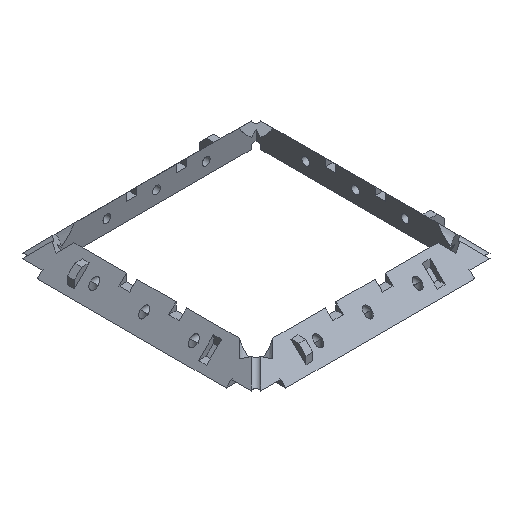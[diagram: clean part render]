
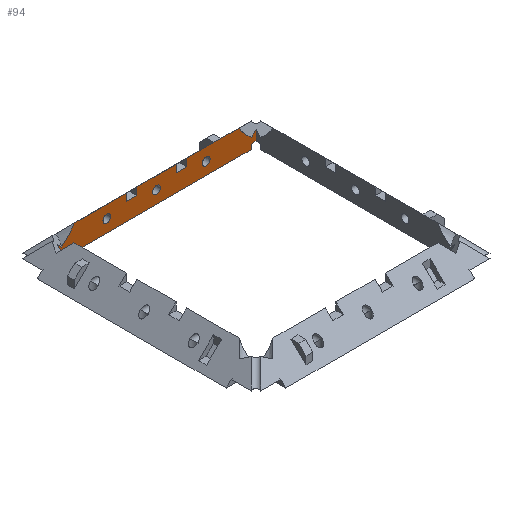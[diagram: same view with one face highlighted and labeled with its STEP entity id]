
A CAD part, isometric view. The second image highlights one B-rep face of the part: STEP entity #94.
In plain terms, the highlighted planar face has unit normal (0, -1, 0).
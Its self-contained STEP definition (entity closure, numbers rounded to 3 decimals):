
#94=ADVANCED_FACE('',(#402,#404,#406,#408),#410,.T.);
#402=FACE_BOUND('',#403,.T.);
#403=EDGE_LOOP('',(#1442,#1443,#1444,#1445,#1446,#1447,#1448,#1449,#1450,#1451,#1452,
#1453,#1454,#1455,#1456,#1457,#1458,#1459,#1460,#1461));
#404=FACE_BOUND('',#405,.T.);
#405=EDGE_LOOP('',(#1462));
#406=FACE_BOUND('',#407,.T.);
#407=EDGE_LOOP('',(#1463));
#408=FACE_BOUND('',#409,.T.);
#409=EDGE_LOOP('',(#1464));
#410=PLANE('',#411);
#411=AXIS2_PLACEMENT_3D('',#412,#413,#414);
#412=CARTESIAN_POINT('',(-40.,40.,0.));
#413=DIRECTION('',(0.,-1.,0.));
#414=DIRECTION('',(1.,0.,0.));
#1442=ORIENTED_EDGE('',*,*,#2137,.T.);
#1443=ORIENTED_EDGE('',*,*,#2141,.T.);
#1444=ORIENTED_EDGE('',*,*,#2029,.F.);
#1445=ORIENTED_EDGE('',*,*,#2142,.T.);
#1446=ORIENTED_EDGE('',*,*,#2143,.T.);
#1447=ORIENTED_EDGE('',*,*,#2144,.T.);
#1448=ORIENTED_EDGE('',*,*,#2025,.F.);
#1449=ORIENTED_EDGE('',*,*,#2145,.T.);
#1450=ORIENTED_EDGE('',*,*,#2146,.T.);
#1451=ORIENTED_EDGE('',*,*,#2147,.F.);
#1452=ORIENTED_EDGE('',*,*,#2148,.T.);
#1453=ORIENTED_EDGE('',*,*,#2149,.T.);
#1454=ORIENTED_EDGE('',*,*,#2150,.T.);
#1455=ORIENTED_EDGE('',*,*,#2151,.T.);
#1456=ORIENTED_EDGE('',*,*,#2152,.T.);
#1457=ORIENTED_EDGE('',*,*,#2153,.T.);
#1458=ORIENTED_EDGE('',*,*,#2154,.T.);
#1459=ORIENTED_EDGE('',*,*,#2155,.T.);
#1460=ORIENTED_EDGE('',*,*,#2013,.F.);
#1461=ORIENTED_EDGE('',*,*,#2140,.T.);
#1462=ORIENTED_EDGE('',*,*,#2156,.T.);
#1463=ORIENTED_EDGE('',*,*,#2157,.T.);
#1464=ORIENTED_EDGE('',*,*,#2158,.T.);
#2013=EDGE_CURVE('',#2377,#2379,#2380,.T.);
#2025=EDGE_CURVE('',#2401,#2403,#2404,.T.);
#2029=EDGE_CURVE('',#2409,#2411,#2412,.T.);
#2137=EDGE_CURVE('',#2614,#2615,#2616,.F.);
#2140=EDGE_CURVE('',#2377,#2614,#2619,.T.);
#2141=EDGE_CURVE('',#2615,#2411,#2620,.F.);
#2142=EDGE_CURVE('',#2409,#2621,#2622,.T.);
#2143=EDGE_CURVE('',#2621,#2623,#2624,.T.);
#2144=EDGE_CURVE('',#2623,#2403,#2625,.F.);
#2145=EDGE_CURVE('',#2401,#2626,#2627,.F.);
#2146=EDGE_CURVE('',#2626,#2628,#2629,.T.);
#2147=EDGE_CURVE('',#2630,#2628,#2631,.T.);
#2148=EDGE_CURVE('',#2630,#2632,#2633,.T.);
#2149=EDGE_CURVE('',#2632,#2634,#2635,.F.);
#2150=EDGE_CURVE('',#2634,#2636,#2637,.T.);
#2151=EDGE_CURVE('',#2636,#2638,#2639,.T.);
#2152=EDGE_CURVE('',#2638,#2640,#2641,.T.);
#2153=EDGE_CURVE('',#2640,#2642,#2643,.T.);
#2154=EDGE_CURVE('',#2642,#2644,#2645,.T.);
#2155=EDGE_CURVE('',#2644,#2379,#2646,.F.);
#2156=EDGE_CURVE('',#2647,#2647,#2648,.F.);
#2157=EDGE_CURVE('',#2649,#2649,#2650,.F.);
#2158=EDGE_CURVE('',#2651,#2651,#2652,.F.);
#2377=VERTEX_POINT('',#2997);
#2379=VERTEX_POINT('',#3001);
#2380=LINE('',#3002,#3003);
#2401=VERTEX_POINT('',#3045);
#2403=VERTEX_POINT('',#3049);
#2404=LINE('',#3050,#3051);
#2409=VERTEX_POINT('',#3061);
#2411=VERTEX_POINT('',#3065);
#2412=LINE('',#3066,#3067);
#2614=VERTEX_POINT('',#3502);
#2615=VERTEX_POINT('',#3503);
#2616=LINE('',#3504,#3505);
#2619=LINE('',#3513,#3514);
#2620=LINE('',#3516,#3517);
#2621=VERTEX_POINT('',#3519);
#2622=LINE('',#3520,#3521);
#2623=VERTEX_POINT('',#3523);
#2624=LINE('',#3524,#3525);
#2625=LINE('',#3527,#3528);
#2626=VERTEX_POINT('',#3530);
#2627=(BOUNDED_CURVE()B_SPLINE_CURVE(3,
(#3531,#3532,#3533,#3534),
.UNSPECIFIED.,.F.,.F.)B_SPLINE_CURVE_WITH_KNOTS((4,4),
(0.,1.),
.UNSPECIFIED.)CURVE()GEOMETRIC_REPRESENTATION_ITEM()RATIONAL_B_SPLINE_CURVE((1.,
0.944,0.944,1.))REPRESENTATION_ITEM(''));
#2628=VERTEX_POINT('',#3535);
#2629=LINE('',#3536,#3537);
#2630=VERTEX_POINT('',#3539);
#2631=LINE('',#3540,#3541);
#2632=VERTEX_POINT('',#3543);
#2633=LINE('',#3544,#3545);
#2634=VERTEX_POINT('',#3547);
#2635=LINE('',#3548,#3549);
#2636=VERTEX_POINT('',#3551);
#2637=LINE('',#3552,#3553);
#2638=VERTEX_POINT('',#3555);
#2639=LINE('',#3556,#3557);
#2640=VERTEX_POINT('',#3559);
#2641=LINE('',#3560,#3561);
#2642=VERTEX_POINT('',#3563);
#2643=LINE('',#3564,#3565);
#2644=VERTEX_POINT('',#3567);
#2645=LINE('',#3568,#3569);
#2646=(BOUNDED_CURVE()B_SPLINE_CURVE(3,
(#3571,#3572,#3573,#3574),
.UNSPECIFIED.,.F.,.F.)B_SPLINE_CURVE_WITH_KNOTS((4,4),
(0.,1.),
.UNSPECIFIED.)CURVE()GEOMETRIC_REPRESENTATION_ITEM()RATIONAL_B_SPLINE_CURVE((1.,
0.944,0.944,1.))REPRESENTATION_ITEM(''));
#2647=VERTEX_POINT('',#3575);
#2648=CIRCLE('',#3576,1.55);
#2649=VERTEX_POINT('',#3580);
#2650=CIRCLE('',#3581,1.55);
#2651=VERTEX_POINT('',#3585);
#2652=CIRCLE('',#3586,1.55);
#2997=CARTESIAN_POINT('',(12.1,40.,10.));
#3001=CARTESIAN_POINT('',(33.203,40.,10.));
#3002=CARTESIAN_POINT('',(12.1,40.,10.));
#3003=VECTOR('',#3004,1.);
#3004=DIRECTION('',(1.,0.,0.));
#3045=CARTESIAN_POINT('',(-33.203,40.,10.));
#3049=CARTESIAN_POINT('',(-12.1,40.,10.));
#3050=CARTESIAN_POINT('',(-33.203,40.,10.));
#3051=VECTOR('',#3052,1.);
#3052=DIRECTION('',(1.,0.,0.));
#3061=CARTESIAN_POINT('',(-7.9,40.,10.));
#3065=CARTESIAN_POINT('',(7.9,40.,10.));
#3066=CARTESIAN_POINT('',(-7.9,40.,10.));
#3067=VECTOR('',#3068,1.);
#3068=DIRECTION('',(1.,0.,0.));
#3502=CARTESIAN_POINT('',(12.1,40.,7.));
#3503=CARTESIAN_POINT('',(7.9,40.,7.));
#3504=CARTESIAN_POINT('',(7.9,40.,7.));
#3505=VECTOR('',#3506,1.);
#3506=DIRECTION('',(1.,0.,0.));
#3513=CARTESIAN_POINT('',(12.1,40.,10.));
#3514=VECTOR('',#3515,1.);
#3515=DIRECTION('',(0.,0.,-1.));
#3516=CARTESIAN_POINT('',(7.9,40.,10.));
#3517=VECTOR('',#3518,1.);
#3518=DIRECTION('',(0.,0.,-1.));
#3519=CARTESIAN_POINT('',(-7.9,40.,7.));
#3520=CARTESIAN_POINT('',(-7.9,40.,10.));
#3521=VECTOR('',#3522,1.);
#3522=DIRECTION('',(0.,0.,-1.));
#3523=CARTESIAN_POINT('',(-12.1,40.,7.));
#3524=CARTESIAN_POINT('',(-7.9,40.,7.));
#3525=VECTOR('',#3526,1.);
#3526=DIRECTION('',(-1.,0.,0.));
#3527=CARTESIAN_POINT('',(-12.1,40.,10.));
#3528=VECTOR('',#3529,1.);
#3529=DIRECTION('',(0.,0.,-1.));
#3530=CARTESIAN_POINT('',(-38.261,40.,4.241));
#3531=CARTESIAN_POINT('',(-38.261,40.,4.241));
#3532=CARTESIAN_POINT('',(-36.097,40.,5.749));
#3533=CARTESIAN_POINT('',(-34.312,40.,7.782));
#3534=CARTESIAN_POINT('',(-33.203,40.,10.));
#3535=CARTESIAN_POINT('',(-40.,40.,5.981));
#3536=CARTESIAN_POINT('',(-38.261,40.,4.241));
#3537=VECTOR('',#3538,1.);
#3538=DIRECTION('',(-0.707,0.,0.707));
#3539=CARTESIAN_POINT('',(-40.,40.,2.));
#3540=CARTESIAN_POINT('',(-40.,40.,2.));
#3541=VECTOR('',#3542,1.);
#3542=DIRECTION('',(0.,0.,1.));
#3543=CARTESIAN_POINT('',(-38.,40.,2.));
#3544=CARTESIAN_POINT('',(-40.,40.,2.));
#3545=VECTOR('',#3546,1.);
#3546=DIRECTION('',(1.,0.,0.));
#3547=CARTESIAN_POINT('',(-38.,40.,0.));
#3548=CARTESIAN_POINT('',(-38.,40.,0.));
#3549=VECTOR('',#3550,1.);
#3550=DIRECTION('',(0.,0.,1.));
#3551=CARTESIAN_POINT('',(38.,40.,0.));
#3552=CARTESIAN_POINT('',(-38.,40.,0.));
#3553=VECTOR('',#3554,1.);
#3554=DIRECTION('',(1.,0.,0.));
#3555=CARTESIAN_POINT('',(38.,40.,2.));
#3556=CARTESIAN_POINT('',(38.,40.,0.));
#3557=VECTOR('',#3558,1.);
#3558=DIRECTION('',(0.,0.,1.));
#3559=CARTESIAN_POINT('',(40.,40.,2.));
#3560=CARTESIAN_POINT('',(38.,40.,2.));
#3561=VECTOR('',#3562,1.);
#3562=DIRECTION('',(1.,0.,0.));
#3563=CARTESIAN_POINT('',(40.,40.,5.981));
#3564=CARTESIAN_POINT('',(40.,40.,2.));
#3565=VECTOR('',#3566,1.);
#3566=DIRECTION('',(0.,0.,1.));
#3567=CARTESIAN_POINT('',(38.261,40.,4.241));
#3568=CARTESIAN_POINT('',(40.,40.,5.981));
#3569=VECTOR('',#3570,1.);
#3570=DIRECTION('',(-0.707,0.,-0.707));
#3571=CARTESIAN_POINT('',(33.203,40.,10.));
#3572=CARTESIAN_POINT('',(34.312,40.,7.782));
#3573=CARTESIAN_POINT('',(36.097,40.,5.749));
#3574=CARTESIAN_POINT('',(38.261,40.,4.241));
#3575=CARTESIAN_POINT('',(0.,40.,3.45));
#3576=AXIS2_PLACEMENT_3D('',#3577,#3578,#3579);
#3577=CARTESIAN_POINT('',(0.,40.,5.));
#3578=DIRECTION('',(0.,-1.,0.));
#3579=DIRECTION('',(0.,0.,-1.));
#3580=CARTESIAN_POINT('',(20.,40.,3.45));
#3581=AXIS2_PLACEMENT_3D('',#3582,#3583,#3584);
#3582=CARTESIAN_POINT('',(20.,40.,5.));
#3583=DIRECTION('',(0.,-1.,0.));
#3584=DIRECTION('',(0.,0.,-1.));
#3585=CARTESIAN_POINT('',(-20.,40.,3.45));
#3586=AXIS2_PLACEMENT_3D('',#3587,#3588,#3589);
#3587=CARTESIAN_POINT('',(-20.,40.,5.));
#3588=DIRECTION('',(0.,-1.,0.));
#3589=DIRECTION('',(0.,0.,-1.));
